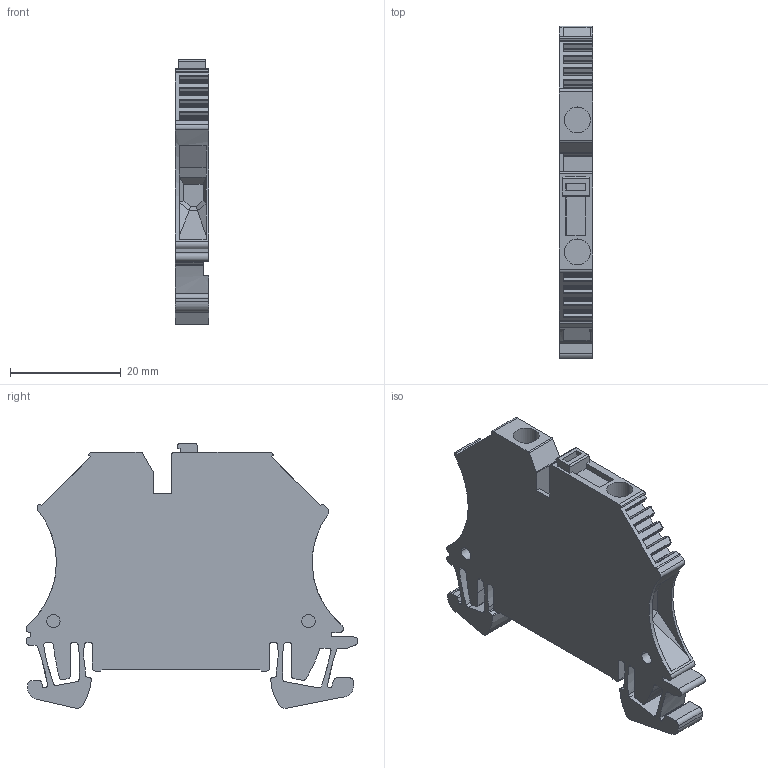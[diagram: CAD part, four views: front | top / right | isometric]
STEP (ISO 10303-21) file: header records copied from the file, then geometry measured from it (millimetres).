
FILE_DESCRIPTION(('CATIA V5 STEP Exchange','CAx-IF Rec.Pracs.--- Model Styling and Organization---1.4--- 2014-01-23'),'2;1');
FILE_NAME ('D1464021_0', '2020-01-06T12:10:57+00:00', ('none'), ('Weidmueller'), 'CATIA Version 5-6 Release 2016 SP3 HF44', 'CATIA V5 STEP AP214', 'none');
FILE_SCHEMA(('AUTOMOTIVE_DESIGN { 1 0 10303 214 1 1 1 1 }'));
Length unit declared in the file: millimetre
Products named in the file (1): 7910220000_WTR_4_STB_BL
Bounding box: 6.1 x 60 x 47.85 mm (x, y, z)
Volume: 10319 mm3; surface area: 7403 mm2
Topology: 2 solids, 2 shells, 451 faces, 1324 edges, 884 vertices
Faces by surface type: plane 266, cylinder 185
Entity records: 14341 total; most frequent: ORIENTED_EDGE 2648, CARTESIAN_POINT 2587, DIRECTION 2080, EDGE_CURVE 1324, VECTOR 934, LINE 934, VERTEX_POINT 884, AXIS2_PLACEMENT_3D 769
